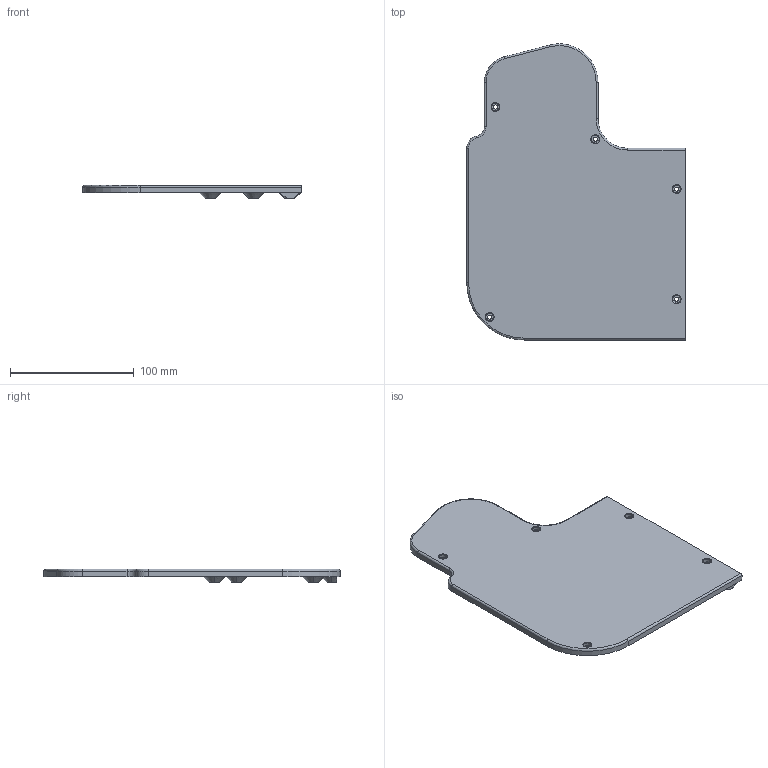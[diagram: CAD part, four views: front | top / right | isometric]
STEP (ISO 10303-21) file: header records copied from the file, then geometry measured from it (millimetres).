
FILE_DESCRIPTION (( 'STEP AP214' ), '1' );
FILE_NAME ('Base_E3.STEP', '2024-12-08T11:39:45', ( '' ), ( '' ), 'SwSTEP 2.0', 'SolidWorks 2024', '' );
FILE_SCHEMA (( 'AUTOMOTIVE_DESIGN' ));
Length unit declared in the file: millimetre
Products named in the file (1): Base_E3
Bounding box: 176.71 x 239.28 x 11 mm (x, y, z)
Volume: 207073.7 mm3; surface area: 73663.2 mm2
Topology: 1 solids, 1 shells, 100 faces, 221 edges, 140 vertices
Faces by surface type: cylinder 48, plane 27, cone 19, torus 6
Entity records: 2871 total; most frequent: DIRECTION 552, CARTESIAN_POINT 494, ORIENTED_EDGE 442, AXIS2_PLACEMENT_3D 232, EDGE_CURVE 221, VERTEX_POINT 140, CIRCLE 131, EDGE_LOOP 127
